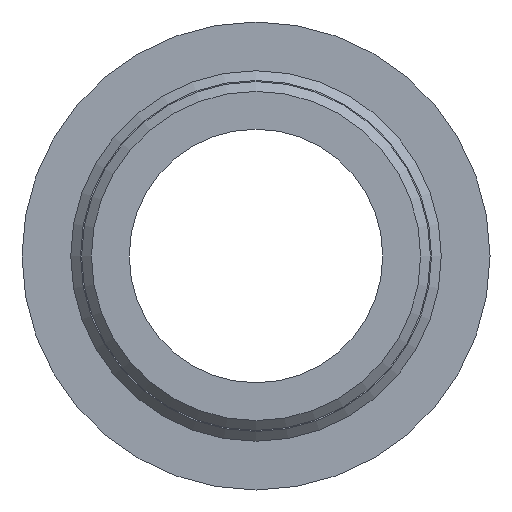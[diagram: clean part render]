
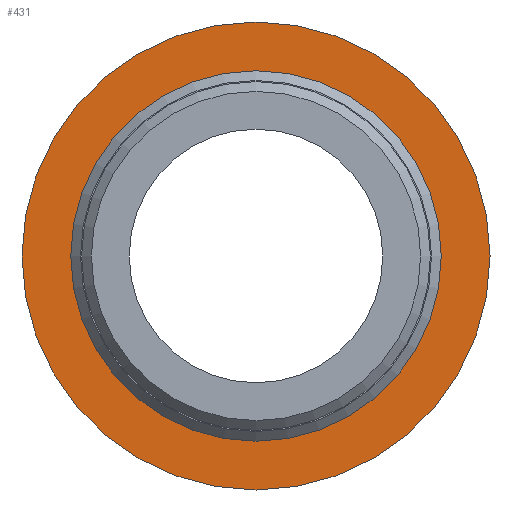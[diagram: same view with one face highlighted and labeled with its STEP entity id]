
A CAD part, left-side view. The second image highlights one B-rep face of the part: STEP entity #431.
In plain terms, the highlighted planar face has unit normal (-1, 0, 0).
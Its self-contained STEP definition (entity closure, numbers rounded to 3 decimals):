
#26=FACE_BOUND('',#144,.T.);
#36=PLANE('',#519);
#103=FACE_OUTER_BOUND('',#143,.T.);
#143=EDGE_LOOP('',(#385));
#144=EDGE_LOOP('',(#386));
#160=CIRCLE('',#468,9.5);
#181=CIRCLE('',#503,12.);
#200=VERTEX_POINT('',#719);
#219=VERTEX_POINT('',#780);
#239=EDGE_CURVE('',#200,#200,#160,.T.);
#266=EDGE_CURVE('',#219,#219,#181,.T.);
#385=ORIENTED_EDGE('',*,*,#266,.T.);
#386=ORIENTED_EDGE('',*,*,#239,.F.);
#431=ADVANCED_FACE('',(#103,#26),#36,.T.);
#468=AXIS2_PLACEMENT_3D('',#721,#567,#568);
#503=AXIS2_PLACEMENT_3D('',#781,#643,#644);
#519=AXIS2_PLACEMENT_3D('',#805,#679,#680);
#567=DIRECTION('center_axis',(-1.,0.,0.));
#568=DIRECTION('ref_axis',(0.,0.,1.));
#643=DIRECTION('center_axis',(-1.,0.,0.));
#644=DIRECTION('ref_axis',(0.,0.,1.));
#679=DIRECTION('center_axis',(-1.,0.,0.));
#680=DIRECTION('ref_axis',(0.,0.,1.));
#719=CARTESIAN_POINT('',(54.,0.,-9.5));
#721=CARTESIAN_POINT('Origin',(54.,0.,0.));
#780=CARTESIAN_POINT('',(54.,0.,-12.));
#781=CARTESIAN_POINT('Origin',(54.,0.,0.));
#805=CARTESIAN_POINT('Origin',(54.,0.,9.5));
